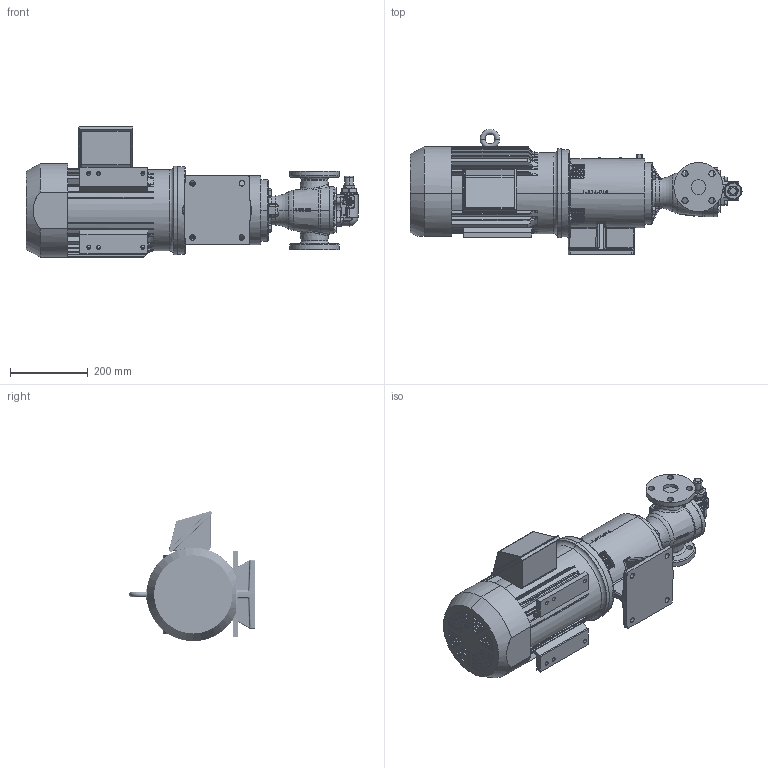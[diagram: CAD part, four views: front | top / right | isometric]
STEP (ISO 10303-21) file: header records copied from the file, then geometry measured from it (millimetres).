
FILE_DESCRIPTION (( 'STEP AP214' ), '1' );
FILE_NAME ('HV-4108.STEP', '2019-12-05T14:30:12', ( '' ), ( '' ), 'SwSTEP 2.0', 'SolidWorks 2018', '' );
FILE_SCHEMA (( 'AUTOMOTIVE_DESIGN' ));
Length unit declared in the file: inch
Products named in the file (1): HV-4108
Bounding box: 856.63 x 324.06 x 336.15 mm (x, y, z)
Volume: 25440664.7 mm3; surface area: 1065973 mm2
Topology: 1 solids, 1 shells, 7820 faces, 20637 edges, 13443 vertices
Faces by surface type: plane 4545, bspline 2107, cylinder 788, cone 198, torus 114, sphere 68
Entity records: 405382 total; most frequent: CARTESIAN_POINT 185461, ORIENTED_EDGE 41114, DIRECTION 27986, EDGE_CURVE 20557, VERTEX_POINT 13433, LINE 13086, VECTOR 13086, EDGE_LOOP 8650
